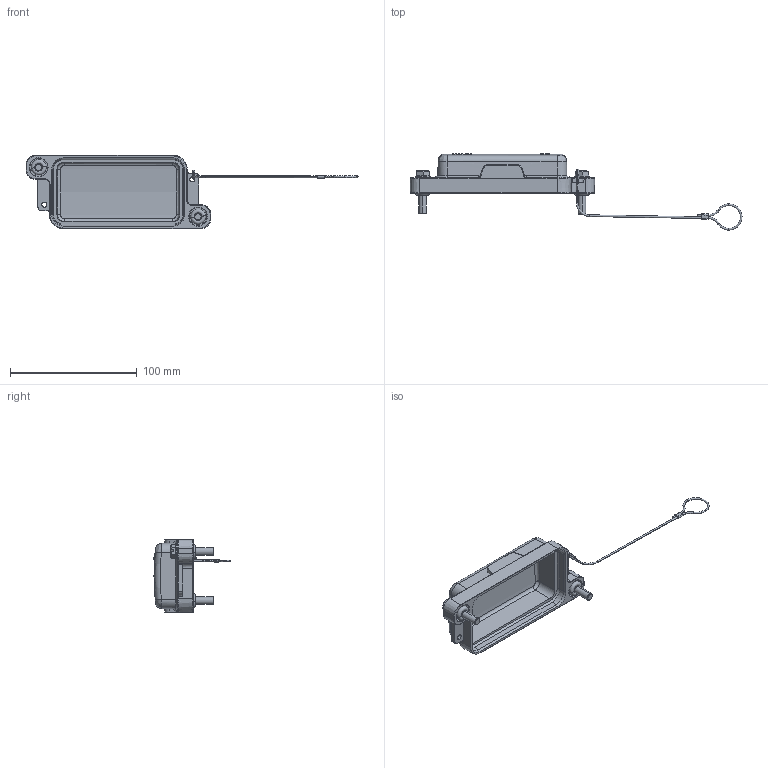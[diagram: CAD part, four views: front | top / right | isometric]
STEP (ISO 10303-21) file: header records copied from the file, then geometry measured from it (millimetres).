
FILE_DESCRIPTION(/* description */ (''),/* implementation_level */ '2;1');
FILE_NAME(/* name */ '3D_1136100208101_HP10B_H-MCV-2S_V1.2.stp',/* time_stamp */ '2024-01-11T14:01:56+08:00',/* author */ (''),/* organization */ (''),/* preprocessor_version */ 'ST-DEVELOPER v18.1',/* originating_system */ 'SIEMENS PLM Software NX 1980',/* authorisation */ '');
FILE_SCHEMA (('AP203_CONFIGURATION_CONTROLLED_3D_DESIGN_OF_MECHANICAL_PARTS_AND_ASSEMBLIES_MIM_LF { 1 0 10303 403 2 1 2}'));
Length unit declared in the file: millimetre
Products named in the file (1): temp2
Bounding box: 262.47 x 60.3 x 57.99 mm (x, y, z)
Volume: 49215.1 mm3; surface area: 34722.9 mm2
Topology: 1 solids, 1 shells, 401 faces, 1020 edges, 644 vertices
Faces by surface type: cylinder 123, plane 113, torus 62, cone 61, bspline 42
Entity records: 14519 total; most frequent: CARTESIAN_POINT 5401, ORIENTED_EDGE 2040, DIRECTION 1674, EDGE_CURVE 1020, AXIS2_PLACEMENT_3D 692, VERTEX_POINT 644, EDGE_LOOP 434, ADVANCED_FACE 401
